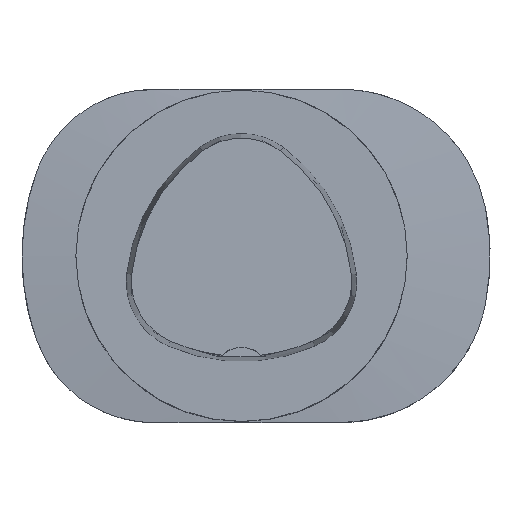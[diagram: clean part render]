
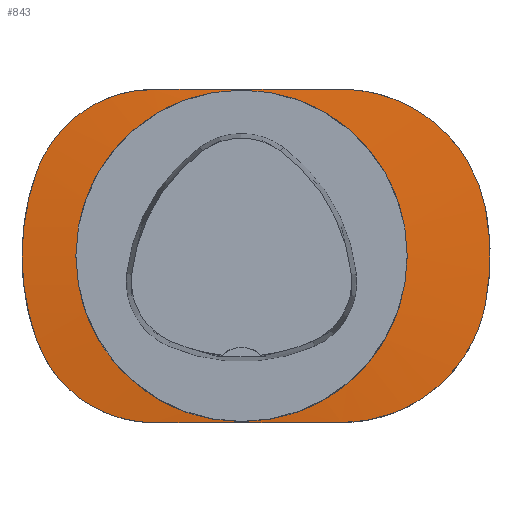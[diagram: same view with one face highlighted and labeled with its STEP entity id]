
A CAD part, top view. The second image highlights one B-rep face of the part: STEP entity #843.
In plain terms, the highlighted conical face has half-angle 85 degrees and reference radius 39.895 mm.
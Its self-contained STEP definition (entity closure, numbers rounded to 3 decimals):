
#85=CONICAL_SURFACE('',#6111,39.895,85.);
#661=B_SPLINE_CURVE_WITH_KNOTS('',3,(#8112,#8113,#8114,#8115,#8116,#8117),
 .UNSPECIFIED.,.F.,.F.,(4,2,4),(0.,0.5,1.),.UNSPECIFIED.);
#662=B_SPLINE_CURVE_WITH_KNOTS('',3,(#8126,#8127,#8128,#8129,#8130,#8131),
 .UNSPECIFIED.,.F.,.F.,(4,2,4),(0.,0.5,1.),.UNSPECIFIED.);
#663=B_SPLINE_CURVE_WITH_KNOTS('',3,(#8172,#8173,#8174,#8175,#8176,#8177,
#8178,#8179,#8180,#8181),.UNSPECIFIED.,.F.,.F.,(4,2,2,2,4),(0.,0.25,0.5,
0.75,1.),.UNSPECIFIED.);
#664=B_SPLINE_CURVE_WITH_KNOTS('',3,(#8197,#8198,#8199,#8200,#8201,#8202,
#8203,#8204,#8205,#8206),.UNSPECIFIED.,.F.,.F.,(4,2,2,2,4),(0.,0.25,0.5,
0.75,1.),.UNSPECIFIED.);
#665=B_SPLINE_CURVE_WITH_KNOTS('',3,(#8207,#8208,#8209,#8210,#8211,#8212,
#8213,#8214,#8215,#8216),.UNSPECIFIED.,.F.,.F.,(4,2,2,2,4),(0.,0.25,0.5,
0.75,1.),.UNSPECIFIED.);
#666=B_SPLINE_CURVE_WITH_KNOTS('',3,(#8217,#8218,#8219,#8220,#8221,#8222,
#8223,#8224),.UNSPECIFIED.,.F.,.F.,(4,2,2,4),(0.,0.25,0.5,1.),
 .UNSPECIFIED.);
#667=B_SPLINE_CURVE_WITH_KNOTS('',3,(#8225,#8226,#8227,#8228,#8229,#8230,
#8231,#8232,#8233,#8234),.UNSPECIFIED.,.F.,.F.,(4,2,2,2,4),(0.,0.25,0.5,
0.75,1.),.UNSPECIFIED.);
#843=ADVANCED_FACE('',(#2288,#2289),#85,.T.);
#2288=FACE_BOUND('',#2348,.T.);
#2289=FACE_BOUND('',#2349,.T.);
#2348=EDGE_LOOP('',(#2735));
#2349=EDGE_LOOP('',(#2736,#2737,#2738,#2739,#2740,#2741,#2742,#2743));
#2735=ORIENTED_EDGE('',*,*,#4995,.T.);
#2736=ORIENTED_EDGE('',*,*,#5023,.T.);
#2737=ORIENTED_EDGE('',*,*,#5045,.T.);
#2738=ORIENTED_EDGE('',*,*,#5013,.F.);
#2739=ORIENTED_EDGE('',*,*,#5046,.T.);
#2740=ORIENTED_EDGE('',*,*,#5036,.T.);
#2741=ORIENTED_EDGE('',*,*,#5047,.T.);
#2742=ORIENTED_EDGE('',*,*,#5017,.F.);
#2743=ORIENTED_EDGE('',*,*,#5048,.T.);
#4411=VERTEX_POINT('',#8076);
#4429=VERTEX_POINT('',#8118);
#4430=VERTEX_POINT('',#8119);
#4433=VERTEX_POINT('',#8132);
#4434=VERTEX_POINT('',#8133);
#4439=VERTEX_POINT('',#8144);
#4440=VERTEX_POINT('',#8146);
#4446=VERTEX_POINT('',#8159);
#4452=VERTEX_POINT('',#8171);
#4995=EDGE_CURVE('',#4411,#4411,#5860,.T.);
#5013=EDGE_CURVE('',#4429,#4430,#661,.T.);
#5017=EDGE_CURVE('',#4433,#4434,#662,.T.);
#5023=EDGE_CURVE('',#4440,#4439,#5863,.T.);
#5036=EDGE_CURVE('',#4446,#4452,#663,.T.);
#5045=EDGE_CURVE('',#4439,#4430,#664,.T.);
#5046=EDGE_CURVE('',#4429,#4446,#665,.T.);
#5047=EDGE_CURVE('',#4452,#4434,#666,.T.);
#5048=EDGE_CURVE('',#4433,#4440,#667,.T.);
#5860=CIRCLE('',#6083,40.);
#5863=CIRCLE('',#6097,60.);
#6083=AXIS2_PLACEMENT_3D('',#8075,#6570,#6571);
#6097=AXIS2_PLACEMENT_3D('',#8145,#6613,#6614);
#6111=AXIS2_PLACEMENT_3D('',#8235,#6652,#6653);
#6570=DIRECTION('',(0.,0.,-1.));
#6571=DIRECTION('',(-1.,0.,0.));
#6613=DIRECTION('',(0.,0.,1.));
#6614=DIRECTION('',(-1.,0.,0.));
#6652=DIRECTION('',(0.,0.,-1.));
#6653=DIRECTION('',(-1.,0.,0.));
#8075=CARTESIAN_POINT('',(0.,0.,-31.305));
#8076=CARTESIAN_POINT('',(-40.,0.,-31.305));
#8112=CARTESIAN_POINT('',(-21.213,40.2,-31.782));
#8113=CARTESIAN_POINT('',(-13.67,40.2,-31.474));
#8114=CARTESIAN_POINT('',(-6.116,40.2,-31.301));
#8115=CARTESIAN_POINT('',(9.014,40.2,-31.348));
#8116=CARTESIAN_POINT('',(16.574,40.2,-31.567));
#8117=CARTESIAN_POINT('',(24.127,40.2,-31.907));
#8118=CARTESIAN_POINT('',(-21.213,40.2,-31.782));
#8119=CARTESIAN_POINT('',(24.127,40.2,-31.907));
#8126=CARTESIAN_POINT('',(24.127,-40.2,-31.907));
#8127=CARTESIAN_POINT('',(16.583,-40.2,-31.567));
#8128=CARTESIAN_POINT('',(9.027,-40.2,-31.348));
#8129=CARTESIAN_POINT('',(-6.101,-40.2,-31.3));
#8130=CARTESIAN_POINT('',(-13.659,-40.2,-31.473));
#8131=CARTESIAN_POINT('',(-21.213,-40.2,-31.782));
#8132=CARTESIAN_POINT('',(24.127,-40.2,-31.907));
#8133=CARTESIAN_POINT('',(-21.213,-40.2,-31.782));
#8144=CARTESIAN_POINT('',(58.847,11.707,-33.054));
#8145=CARTESIAN_POINT('',(0.,0.,-33.054));
#8146=CARTESIAN_POINT('',(58.847,-11.707,-33.054));
#8159=CARTESIAN_POINT('',(-49.426,20.4,-32.483));
#8171=CARTESIAN_POINT('',(-49.426,-20.4,-32.483));
#8172=CARTESIAN_POINT('',(-49.426,20.4,-32.483));
#8173=CARTESIAN_POINT('',(-50.608,17.13,-32.47));
#8174=CARTESIAN_POINT('',(-51.496,13.792,-32.459));
#8175=CARTESIAN_POINT('',(-52.693,6.981,-32.445));
#8176=CARTESIAN_POINT('',(-53.,3.473,-32.442));
#8177=CARTESIAN_POINT('',(-53.,-3.474,-32.442));
#8178=CARTESIAN_POINT('',(-52.701,-6.914,-32.445));
#8179=CARTESIAN_POINT('',(-51.51,-13.73,-32.459));
#8180=CARTESIAN_POINT('',(-50.605,-17.137,-32.47));
#8181=CARTESIAN_POINT('',(-49.426,-20.4,-32.483));
#8197=CARTESIAN_POINT('',(58.847,11.707,-33.054));
#8198=CARTESIAN_POINT('',(58.047,15.725,-33.054));
#8199=CARTESIAN_POINT('',(56.589,19.501,-33.03));
#8200=CARTESIAN_POINT('',(52.38,26.518,-32.929));
#8201=CARTESIAN_POINT('',(49.729,29.587,-32.856));
#8202=CARTESIAN_POINT('',(43.408,34.768,-32.659));
#8203=CARTESIAN_POINT('',(39.871,36.768,-32.539));
#8204=CARTESIAN_POINT('',(32.186,39.511,-32.252));
#8205=CARTESIAN_POINT('',(28.219,40.2,-32.091));
#8206=CARTESIAN_POINT('',(24.127,40.2,-31.907));
#8207=CARTESIAN_POINT('',(-21.213,40.2,-31.782));
#8208=CARTESIAN_POINT('',(-24.3,40.2,-31.908));
#8209=CARTESIAN_POINT('',(-27.297,39.734,-32.015));
#8210=CARTESIAN_POINT('',(-33.114,37.907,-32.202));
#8211=CARTESIAN_POINT('',(-35.909,36.531,-32.279));
#8212=CARTESIAN_POINT('',(-40.907,33.035,-32.398));
#8213=CARTESIAN_POINT('',(-43.163,30.875,-32.44));
#8214=CARTESIAN_POINT('',(-46.872,26.04,-32.489));
#8215=CARTESIAN_POINT('',(-48.375,23.306,-32.495));
#8216=CARTESIAN_POINT('',(-49.426,20.4,-32.483));
#8217=CARTESIAN_POINT('',(-49.426,-20.4,-32.483));
#8218=CARTESIAN_POINT('',(-48.376,-23.303,-32.495));
#8219=CARTESIAN_POINT('',(-46.916,-25.973,-32.489));
#8220=CARTESIAN_POINT('',(-43.186,-30.855,-32.441));
#8221=CARTESIAN_POINT('',(-40.969,-32.983,-32.399));
#8222=CARTESIAN_POINT('',(-33.46,-38.261,-32.221));
#8223=CARTESIAN_POINT('',(-27.381,-40.2,-32.034));
#8224=CARTESIAN_POINT('',(-21.213,-40.2,-31.782));
#8225=CARTESIAN_POINT('',(24.127,-40.2,-31.907));
#8226=CARTESIAN_POINT('',(28.219,-40.2,-32.091));
#8227=CARTESIAN_POINT('',(32.203,-39.508,-32.252));
#8228=CARTESIAN_POINT('',(39.904,-36.753,-32.54));
#8229=CARTESIAN_POINT('',(43.43,-34.755,-32.659));
#8230=CARTESIAN_POINT('',(49.748,-29.568,-32.856));
#8231=CARTESIAN_POINT('',(52.4,-26.491,-32.93));
#8232=CARTESIAN_POINT('',(56.596,-19.484,-33.03));
#8233=CARTESIAN_POINT('',(58.047,-15.725,-33.054));
#8234=CARTESIAN_POINT('',(58.847,-11.707,-33.054));
#8235=CARTESIAN_POINT('',(0.,0.,-31.295));
